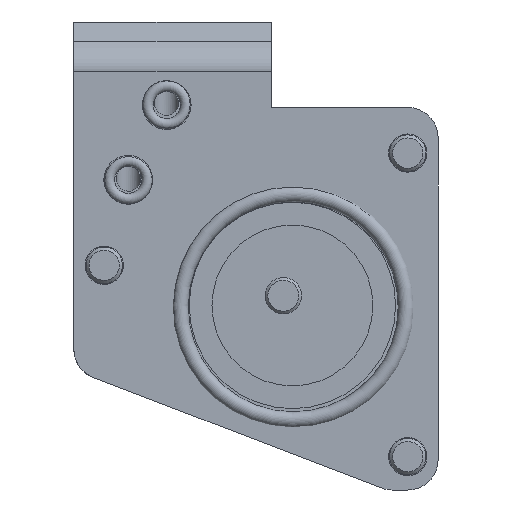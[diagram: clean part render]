
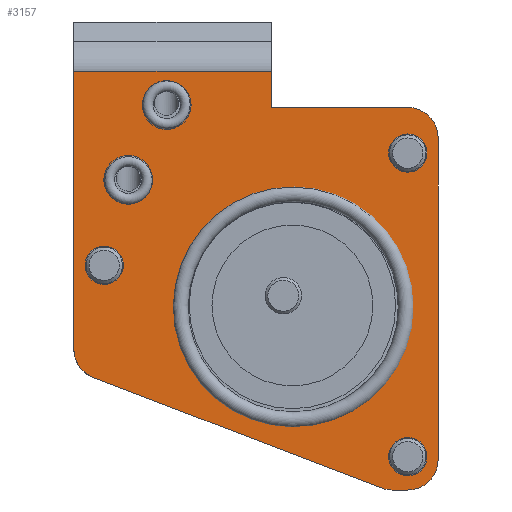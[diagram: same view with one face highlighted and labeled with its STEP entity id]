
A CAD part, front view. The second image highlights one B-rep face of the part: STEP entity #3157.
In plain terms, the highlighted planar face has unit normal (0, -1, 0).
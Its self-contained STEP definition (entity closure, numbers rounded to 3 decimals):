
#111=LINE('',#4473,#231);
#116=LINE('',#4499,#236);
#117=LINE('',#4502,#237);
#118=LINE('',#4505,#238);
#119=LINE('',#4509,#239);
#120=LINE('',#4513,#240);
#121=LINE('',#4517,#241);
#231=VECTOR('',#3695,1000.);
#236=VECTOR('',#3718,1000.);
#237=VECTOR('',#3719,1000.);
#238=VECTOR('',#3722,1000.);
#239=VECTOR('',#3725,1000.);
#240=VECTOR('',#3728,1000.);
#241=VECTOR('',#3731,1000.);
#345=PLANE('',#3369);
#458=CIRCLE('',#3370,19.5);
#459=CIRCLE('',#3371,3.9);
#460=CIRCLE('',#3372,3.9);
#461=CIRCLE('',#3373,3.15);
#462=CIRCLE('',#3374,3.15);
#463=CIRCLE('',#3375,3.15);
#464=CIRCLE('',#3376,5.);
#465=CIRCLE('',#3377,5.);
#466=CIRCLE('',#3378,5.);
#467=CIRCLE('',#3379,5.);
#598=ORIENTED_EDGE('',*,*,#1137,.T.);
#599=ORIENTED_EDGE('',*,*,#1138,.T.);
#600=ORIENTED_EDGE('',*,*,#1139,.T.);
#601=ORIENTED_EDGE('',*,*,#1140,.F.);
#602=ORIENTED_EDGE('',*,*,#1141,.F.);
#603=ORIENTED_EDGE('',*,*,#1142,.F.);
#604=ORIENTED_EDGE('',*,*,#1143,.T.);
#605=ORIENTED_EDGE('',*,*,#1144,.F.);
#606=ORIENTED_EDGE('',*,*,#1130,.T.);
#607=ORIENTED_EDGE('',*,*,#1145,.T.);
#608=ORIENTED_EDGE('',*,*,#1146,.T.);
#609=ORIENTED_EDGE('',*,*,#1147,.T.);
#610=ORIENTED_EDGE('',*,*,#1148,.T.);
#611=ORIENTED_EDGE('',*,*,#1149,.T.);
#612=ORIENTED_EDGE('',*,*,#1150,.F.);
#613=ORIENTED_EDGE('',*,*,#1151,.T.);
#614=ORIENTED_EDGE('',*,*,#1152,.T.);
#1130=EDGE_CURVE('',#1400,#1399,#111,.T.);
#1137=EDGE_CURVE('',#1406,#1406,#458,.T.);
#1138=EDGE_CURVE('',#1407,#1407,#459,.T.);
#1139=EDGE_CURVE('',#1408,#1408,#460,.T.);
#1140=EDGE_CURVE('',#1409,#1409,#461,.T.);
#1141=EDGE_CURVE('',#1410,#1410,#462,.T.);
#1142=EDGE_CURVE('',#1411,#1411,#463,.T.);
#1143=EDGE_CURVE('',#1412,#1413,#116,.T.);
#1144=EDGE_CURVE('',#1400,#1413,#117,.T.);
#1145=EDGE_CURVE('',#1399,#1414,#464,.T.);
#1146=EDGE_CURVE('',#1414,#1415,#118,.T.);
#1147=EDGE_CURVE('',#1415,#1416,#465,.T.);
#1148=EDGE_CURVE('',#1416,#1417,#119,.T.);
#1149=EDGE_CURVE('',#1417,#1418,#466,.T.);
#1150=EDGE_CURVE('',#1419,#1418,#120,.T.);
#1151=EDGE_CURVE('',#1419,#1420,#467,.T.);
#1152=EDGE_CURVE('',#1420,#1412,#121,.T.);
#1399=VERTEX_POINT('',#4472);
#1400=VERTEX_POINT('',#4474);
#1406=VERTEX_POINT('',#4488);
#1407=VERTEX_POINT('',#4490);
#1408=VERTEX_POINT('',#4492);
#1409=VERTEX_POINT('',#4494);
#1410=VERTEX_POINT('',#4496);
#1411=VERTEX_POINT('',#4498);
#1412=VERTEX_POINT('',#4500);
#1413=VERTEX_POINT('',#4501);
#1414=VERTEX_POINT('',#4504);
#1415=VERTEX_POINT('',#4506);
#1416=VERTEX_POINT('',#4508);
#1417=VERTEX_POINT('',#4510);
#1418=VERTEX_POINT('',#4512);
#1419=VERTEX_POINT('',#4514);
#1420=VERTEX_POINT('',#4516);
#1625=EDGE_LOOP('',(#598));
#1626=EDGE_LOOP('',(#599));
#1627=EDGE_LOOP('',(#600));
#1628=EDGE_LOOP('',(#601));
#1629=EDGE_LOOP('',(#602));
#1630=EDGE_LOOP('',(#603));
#1631=EDGE_LOOP('',(#604,#605,#606,#607,#608,#609,#610,#611,#612,#613,#614));
#1898=FACE_BOUND('',#1625,.T.);
#1899=FACE_BOUND('',#1626,.T.);
#1900=FACE_BOUND('',#1627,.T.);
#1901=FACE_BOUND('',#1628,.T.);
#1902=FACE_BOUND('',#1629,.T.);
#1903=FACE_BOUND('',#1630,.T.);
#1904=FACE_BOUND('',#1631,.T.);
#3157=ADVANCED_FACE('',(#1898,#1899,#1900,#1901,#1902,#1903,#1904),#345,
 .T.);
#3369=AXIS2_PLACEMENT_3D('',#4486,#3704,#3705);
#3370=AXIS2_PLACEMENT_3D('',#4487,#3706,#3707);
#3371=AXIS2_PLACEMENT_3D('',#4489,#3708,#3709);
#3372=AXIS2_PLACEMENT_3D('',#4491,#3710,#3711);
#3373=AXIS2_PLACEMENT_3D('',#4493,#3712,#3713);
#3374=AXIS2_PLACEMENT_3D('',#4495,#3714,#3715);
#3375=AXIS2_PLACEMENT_3D('',#4497,#3716,#3717);
#3376=AXIS2_PLACEMENT_3D('',#4503,#3720,#3721);
#3377=AXIS2_PLACEMENT_3D('',#4507,#3723,#3724);
#3378=AXIS2_PLACEMENT_3D('',#4511,#3726,#3727);
#3379=AXIS2_PLACEMENT_3D('',#4515,#3729,#3730);
#3695=DIRECTION('',(0.,0.,-1.));
#3704=DIRECTION('',(0.,-1.,0.));
#3705=DIRECTION('',(0.,0.,-1.));
#3706=DIRECTION('',(0.,1.,0.));
#3707=DIRECTION('',(0.,0.,-1.));
#3708=DIRECTION('',(0.,1.,0.));
#3709=DIRECTION('',(0.,0.,-1.));
#3710=DIRECTION('',(0.,1.,0.));
#3711=DIRECTION('',(0.,0.,-1.));
#3712=DIRECTION('',(0.,-1.,0.));
#3713=DIRECTION('',(1.,0.,0.));
#3714=DIRECTION('',(0.,-1.,0.));
#3715=DIRECTION('',(1.,0.,0.));
#3716=DIRECTION('',(0.,-1.,0.));
#3717=DIRECTION('',(1.,0.,0.));
#3718=DIRECTION('',(0.,0.,1.));
#3719=DIRECTION('',(1.,0.,0.));
#3720=DIRECTION('',(0.,-1.,0.));
#3721=DIRECTION('',(0.,0.,-1.));
#3722=DIRECTION('',(0.934,0.,-0.358));
#3723=DIRECTION('',(0.,-1.,0.));
#3724=DIRECTION('',(0.,0.,-1.));
#3725=DIRECTION('',(1.,0.,0.));
#3726=DIRECTION('',(0.,-1.,0.));
#3727=DIRECTION('',(0.,0.,-1.));
#3728=DIRECTION('',(0.,0.,-1.));
#3729=DIRECTION('',(0.,-1.,0.));
#3730=DIRECTION('',(0.,0.,-1.));
#3731=DIRECTION('',(-1.,0.,0.));
#4472=CARTESIAN_POINT('',(-60.,0.,23.2));
#4473=CARTESIAN_POINT('',(-60.,0.,77.089));
#4474=CARTESIAN_POINT('',(-60.,0.,69.));
#4486=CARTESIAN_POINT('',(-60.,0.,77.089));
#4487=CARTESIAN_POINT('',(-24.,0.,30.4));
#4488=CARTESIAN_POINT('',(-24.,0.,10.9));
#4489=CARTESIAN_POINT('',(-44.75,0.,63.5));
#4490=CARTESIAN_POINT('',(-44.75,0.,59.6));
#4491=CARTESIAN_POINT('',(-51.,0.,51.));
#4492=CARTESIAN_POINT('',(-51.,0.,47.1));
#4493=CARTESIAN_POINT('',(-55.,0.,37.));
#4494=CARTESIAN_POINT('',(-51.85,0.,37.));
#4495=CARTESIAN_POINT('',(-5.,0.,5.5));
#4496=CARTESIAN_POINT('',(-1.85,0.,5.5));
#4497=CARTESIAN_POINT('',(-5.,0.,55.5));
#4498=CARTESIAN_POINT('',(-1.85,0.,55.5));
#4499=CARTESIAN_POINT('',(-27.5,0.,77.089));
#4500=CARTESIAN_POINT('',(-27.5,0.,63.));
#4501=CARTESIAN_POINT('',(-27.5,0.,69.));
#4502=CARTESIAN_POINT('',(-117.336,0.,69.));
#4503=CARTESIAN_POINT('',(-55.,0.,23.2));
#4504=CARTESIAN_POINT('',(-56.871,0.,18.563));
#4505=CARTESIAN_POINT('',(-79.179,0.,27.126));
#4506=CARTESIAN_POINT('',(-9.377,0.,0.332));
#4507=CARTESIAN_POINT('',(-7.585,0.,5.));
#4508=CARTESIAN_POINT('',(-7.585,0.,0.));
#4509=CARTESIAN_POINT('',(-60.,0.,0.));
#4510=CARTESIAN_POINT('',(-5.,0.,0.));
#4511=CARTESIAN_POINT('',(-5.,0.,5.));
#4512=CARTESIAN_POINT('',(0.,0.,5.));
#4513=CARTESIAN_POINT('',(0.,0.,77.089));
#4514=CARTESIAN_POINT('',(0.,0.,58.));
#4515=CARTESIAN_POINT('',(-5.,0.,58.));
#4516=CARTESIAN_POINT('',(-5.,0.,63.));
#4517=CARTESIAN_POINT('',(-60.,0.,63.));
